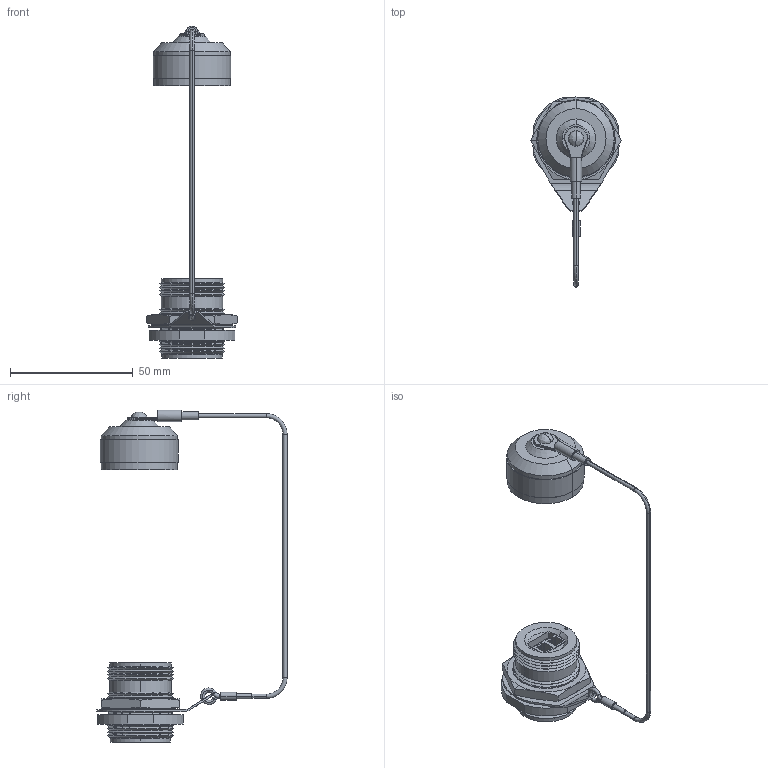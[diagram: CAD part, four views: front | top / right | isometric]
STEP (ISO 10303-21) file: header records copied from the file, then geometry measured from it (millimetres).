
FILE_DESCRIPTION (( 'STEP AP214' ), '1' );
FILE_NAME ('RLRK121L.STEP', '2017-10-05T15:10:54', ( '' ), ( '' ), 'SwSTEP 2.0', 'SolidWorks 2014', '' );
FILE_SCHEMA (( 'AUTOMOTIVE_DESIGN' ));
Length unit declared in the file: inch
Products named in the file (7): RLRK121L; RLRK121L-MA2; RLRK121L-MA3; RLRK121-MA1-LND; 3AB10-036-MA6; 3AB10-038
Assembly tree (6 placements, depth 2):
  RLRK121L
    RLRK121L
    RLRK121L-MA2
    RLRK121L-MA3
    RLRK121-MA1-LND
    3AB10-036-MA6
    3AB10-038
Bounding box: 37.04 x 77.47 x 135.21 mm (x, y, z)
Volume: 26063.4 mm3; surface area: 19404.3 mm2
Topology: 8 solids, 8 shells, 396 faces, 928 edges, 569 vertices
Faces by surface type: plane 149, cylinder 129, cone 94, bspline 14, torus 10
Entity records: 17355 total; most frequent: CARTESIAN_POINT 4753, DIRECTION 1927, ORIENTED_EDGE 1852, EDGE_CURVE 926, AXIS2_PLACEMENT_3D 729, VERTEX_POINT 569, VECTOR 469, LINE 469
